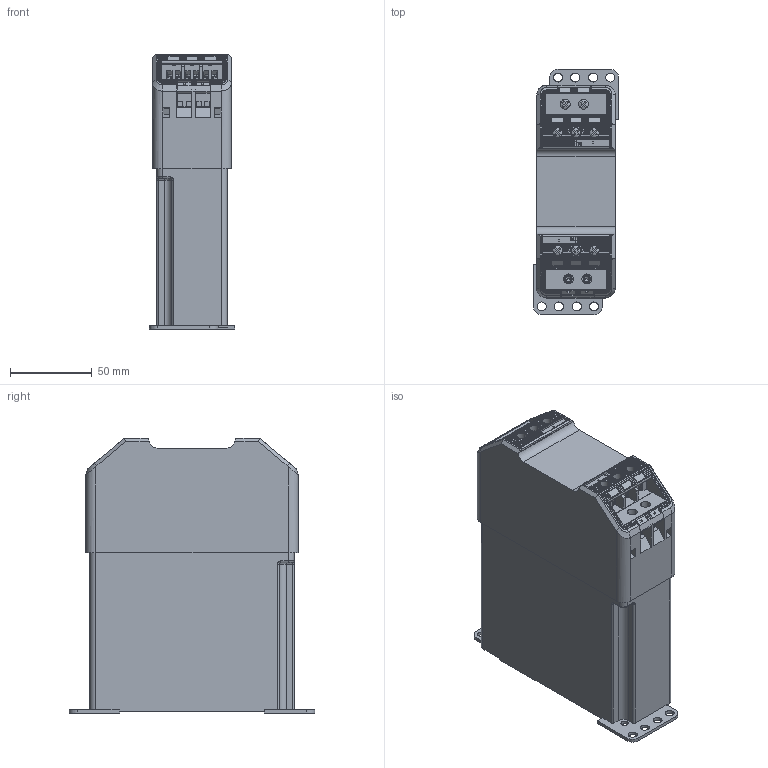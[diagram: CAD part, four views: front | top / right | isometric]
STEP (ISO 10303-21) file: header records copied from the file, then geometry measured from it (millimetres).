
FILE_DESCRIPTION (( 'STEP AP203' ), '1' );
FILE_NAME ('8510_111-02-209-__0.STEP', '2013-11-05T09:26:17', ( 'Admin' ), ( 'R. STAHL AG' ), 'SwSTEP 2.0', 'SolidWorks 2013', '' );
FILE_SCHEMA (( 'CONFIG_CONTROL_DESIGN' ));
Length unit declared in the file: millimetre
Products named in the file (22): 509_601_1; 300_639_9_02 vergossen; 509_601_2_eingebaut; 85_100_02_92_0_eingebaut in 8510_122-06-250-00; 509_601_0_geschlossen; 300_639_9_85_100_02_92_0; 519_950_0_Einzelteil; 85_100_02_92_0_85_100_02_92_0; 85_109_01_04_0_85_109_01_04_0; 85_109_07_55_0; 85_100_02_92_0_85_100_02_92_0 gek〉zt; 80_409_01_50_0; 502_004_0_ISO 2009 - M6 x 10 --- 10C; 85_100_10_05_0_85_100_11_05_0; 85_459_01_90_0; 85_109_01_14_0; 85_109_01_05_0; Gießharz^85_100_12_02_0; 509_601_0; 85_109_02_92_0; 8510_111-02-209-__0
Assembly tree (49 placements, depth 4):
  8510_111-02-209-__0
    85_109_01_04_0_85_109_01_04_0
      85_109_01_04_0_85_109_01_04_0
      80_409_01_50_0  x2
    85_100_10_05_0_85_100_11_05_0
      85_109_01_05_0
      85_100_02_92_0_eingebaut in 8510_122-06-250-00  x6
        85_109_02_92_0
        300_639_9_02 vergossen
      85_100_02_92_0_85_100_02_92_0
        85_109_02_92_0
        300_639_9_85_100_02_92_0
      85_100_02_92_0_85_100_02_92_0 gek〉zt  x3
        85_109_02_92_0
        300_639_9_85_100_02_92_0
    85_109_01_14_0  x2
    509_601_0_geschlossen  x8
      509_601_0
      509_601_1
      509_601_2_eingebaut
    519_950_0_Einzelteil  x8
    85_109_07_55_0  x2
    502_004_0_ISO 2009 - M6 x 10 --- 10C  x2
    85_459_01_90_0
    Gießharz^85_100_12_02_0
Bounding box: 52 x 150 x 168.45 mm (x, y, z)
Volume: 533326.9 mm3; surface area: 196996.9 mm2
Topology: 64 solids, 64 shells, 5390 faces, 14498 edges, 9391 vertices
Faces by surface type: plane 3288, cylinder 1300, cone 362, bspline 282, torus 158
Entity records: 91911 total; most frequent: CARTESIAN_POINT 27868, ORIENTED_EDGE 13412, DIRECTION 11772, EDGE_CURVE 6706, VERTEX_POINT 4328, VECTOR 4218, LINE 4218, AXIS2_PLACEMENT_3D 3777
